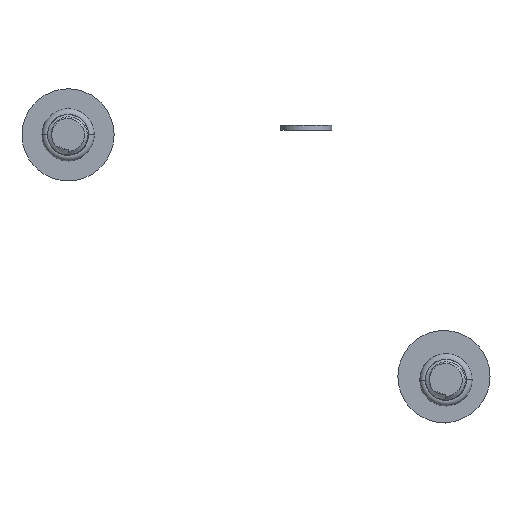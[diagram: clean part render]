
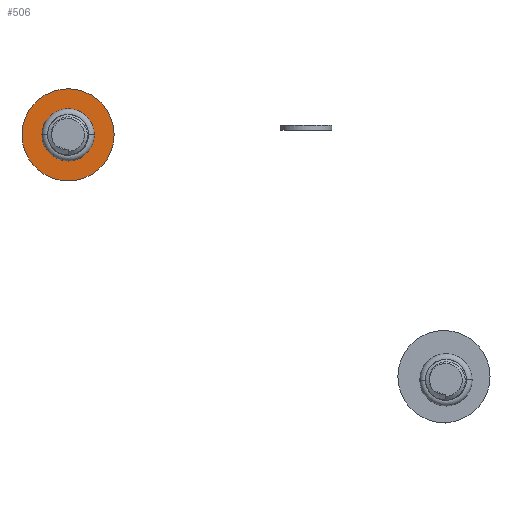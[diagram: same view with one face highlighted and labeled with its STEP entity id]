
A CAD part, front view. The second image highlights one B-rep face of the part: STEP entity #506.
In plain terms, the highlighted planar face has unit normal (0, -1, 0).
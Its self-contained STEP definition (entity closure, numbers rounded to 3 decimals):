
#428=PLANE('',#2752);
#484=FACE_BOUND('',#837,.T.);
#485=FACE_BOUND('',#838,.T.);
#506=ADVANCED_FACE('NONE',(#484,#485),#428,.F.);
#837=EDGE_LOOP('',(#1106,#1107));
#838=EDGE_LOOP('',(#1108,#1109));
#1003=CIRCLE('',#2746,4.5);
#1004=CIRCLE('',#2748,2.15);
#1005=CIRCLE('',#2750,4.5);
#1006=CIRCLE('',#2751,2.15);
#1106=ORIENTED_EDGE('',*,*,#2089,.F.);
#1107=ORIENTED_EDGE('',*,*,#2084,.F.);
#1108=ORIENTED_EDGE('',*,*,#2090,.F.);
#1109=ORIENTED_EDGE('',*,*,#2087,.F.);
#1834=VERTEX_POINT('',#3526);
#1835=VERTEX_POINT('',#3528);
#1836=VERTEX_POINT('',#3532);
#1837=VERTEX_POINT('',#3534);
#2084=EDGE_CURVE('NONE',#1834,#1835,#1003,.T.);
#2087=EDGE_CURVE('NONE',#1836,#1837,#1004,.T.);
#2089=EDGE_CURVE('NONE',#1835,#1834,#1005,.T.);
#2090=EDGE_CURVE('NONE',#1837,#1836,#1006,.T.);
#2746=AXIS2_PLACEMENT_3D('',#3527,#2986,#2987);
#2748=AXIS2_PLACEMENT_3D('',#3533,#2992,#2993);
#2750=AXIS2_PLACEMENT_3D('',#3537,#2997,#2998);
#2751=AXIS2_PLACEMENT_3D('',#3538,#2999,#3000);
#2752=AXIS2_PLACEMENT_3D('',#3539,#3001,#3002);
#2986=DIRECTION('',(0.,1.,0.));
#2987=DIRECTION('',(0.,0.,1.));
#2992=DIRECTION('',(0.,-1.,0.));
#2993=DIRECTION('',(0.,0.,1.));
#2997=DIRECTION('',(0.,1.,0.));
#2998=DIRECTION('',(0.,0.,1.));
#2999=DIRECTION('',(0.,-1.,0.));
#3000=DIRECTION('',(0.,0.,1.));
#3001=DIRECTION('',(0.,1.,0.));
#3002=DIRECTION('',(0.,0.,1.));
#3526=CARTESIAN_POINT('',(-18.35,2.25,7.3));
#3527=CARTESIAN_POINT('',(-18.35,2.25,11.8));
#3528=CARTESIAN_POINT('',(-18.35,2.25,16.3));
#3532=CARTESIAN_POINT('',(-18.35,2.25,9.65));
#3533=CARTESIAN_POINT('',(-18.35,2.25,11.8));
#3534=CARTESIAN_POINT('',(-18.35,2.25,13.95));
#3537=CARTESIAN_POINT('',(-18.35,2.25,11.8));
#3538=CARTESIAN_POINT('',(-18.35,2.25,11.8));
#3539=CARTESIAN_POINT('',(-18.35,2.25,11.8));
